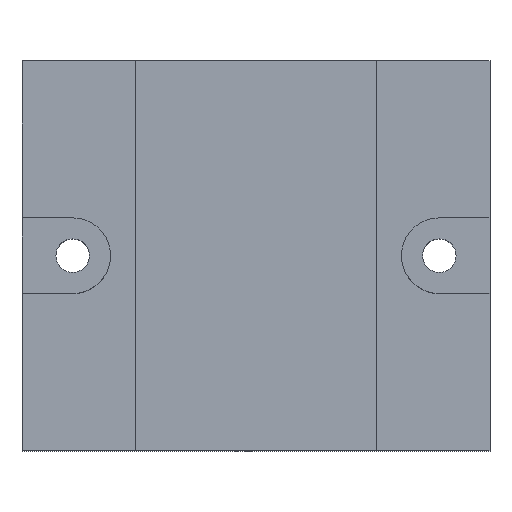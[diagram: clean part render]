
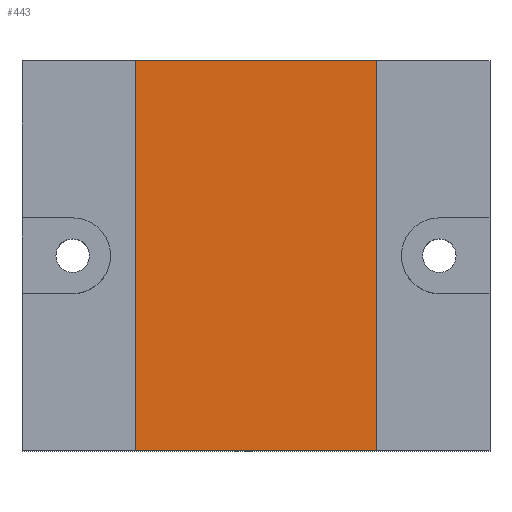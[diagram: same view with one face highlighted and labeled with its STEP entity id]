
A CAD part, top view. The second image highlights one B-rep face of the part: STEP entity #443.
In plain terms, the highlighted planar face has unit normal (0, 0, 1).
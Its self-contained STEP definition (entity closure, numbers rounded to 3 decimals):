
#146=ORIENTED_EDGE('',*,*,#204,.F.);
#147=ORIENTED_EDGE('',*,*,#158,.F.);
#148=ORIENTED_EDGE('',*,*,#205,.F.);
#149=ORIENTED_EDGE('',*,*,#165,.F.);
#158=EDGE_CURVE('',#214,#215,#253,.T.);
#165=EDGE_CURVE('',#220,#221,#260,.T.);
#204=EDGE_CURVE('',#215,#220,#288,.T.);
#205=EDGE_CURVE('',#221,#214,#289,.T.);
#214=VERTEX_POINT('',#631);
#215=VERTEX_POINT('',#632);
#220=VERTEX_POINT('',#645);
#221=VERTEX_POINT('',#646);
#253=LINE('',#630,#297);
#260=LINE('',#644,#304);
#288=LINE('',#728,#332);
#289=LINE('',#730,#333);
#297=VECTOR('',#508,1000.);
#304=VECTOR('',#517,1000.);
#332=VECTOR('',#605,1000.);
#333=VECTOR('',#608,1000.);
#367=EDGE_LOOP('',(#146,#147,#148,#149));
#401=FACE_BOUND('',#367,.T.);
#419=PLANE('',#492);
#443=ADVANCED_FACE('',(#401),#419,.F.);
#492=AXIS2_PLACEMENT_3D('',#731,#609,#610);
#508=DIRECTION('',(-1.,0.,0.));
#517=DIRECTION('',(1.,0.,0.));
#605=DIRECTION('',(0.,1.,0.));
#608=DIRECTION('',(0.,-1.,0.));
#609=DIRECTION('',(0.,0.,-1.));
#610=DIRECTION('',(-1.,0.,0.));
#630=CARTESIAN_POINT('',(15.5,-25.,5.7));
#631=CARTESIAN_POINT('',(15.5,-25.,5.7));
#632=CARTESIAN_POINT('',(-15.5,-25.,5.7));
#644=CARTESIAN_POINT('',(-15.5,25.,5.7));
#645=CARTESIAN_POINT('',(-15.5,25.,5.7));
#646=CARTESIAN_POINT('',(15.5,25.,5.7));
#728=CARTESIAN_POINT('',(-15.5,-25.,5.7));
#730=CARTESIAN_POINT('',(15.5,25.,5.7));
#731=CARTESIAN_POINT('',(0.,0.,5.7));
